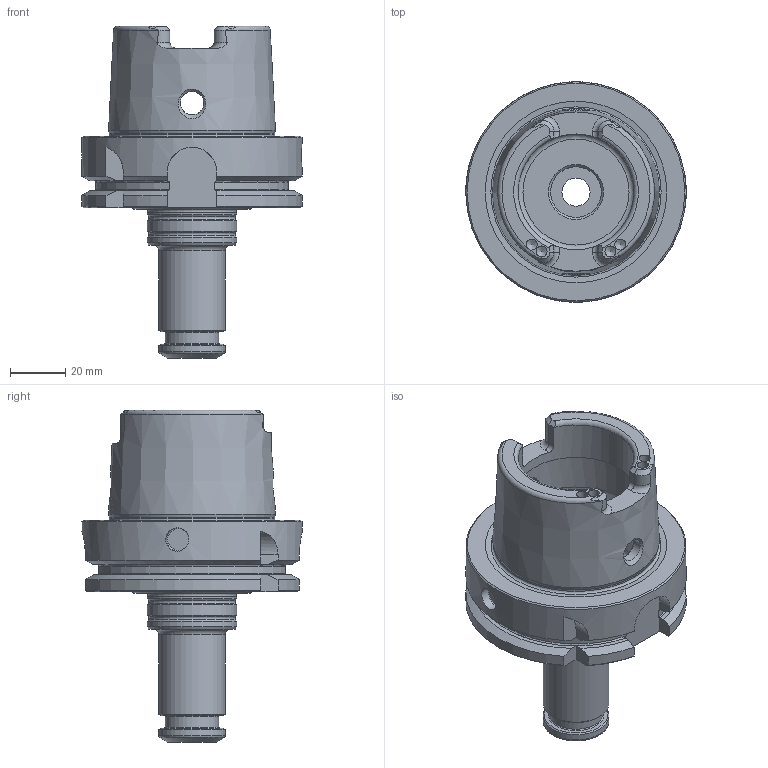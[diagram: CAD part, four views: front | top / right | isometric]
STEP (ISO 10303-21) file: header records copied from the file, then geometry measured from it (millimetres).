
FILE_DESCRIPTION(/* description */ (''),/* implementation_level */ '2;1');
FILE_NAME(/* name */ '458071540.stp',/* time_stamp */ '2021-01-08T12:25:22',/* author */ ('LRA'),/* organization */ ('REGO-FIX'),/* preprocessor_version */ ' Unknown',/* originating_system */ 'SIEMENS PLM Software Solid Edge ST10',/* authorization */ 'Unknown');
FILE_SCHEMA (('AUTOMOTIVE_DESIGN { 1 0 10303 214 2 1 1}'));
Length unit declared in the file: millimetre
Products named in the file (1): NOCUT
Bounding box: 80 x 80 x 120.5 mm (x, y, z)
Volume: 156852.8 mm3; surface area: 40855.1 mm2
Topology: 1 solids, 1 shells, 161 faces, 422 edges, 266 vertices
Faces by surface type: plane 51, cylinder 42, cone 41, torus 27
Full cylindrical faces by diameter (mm): 4 x4, 8.5 x3, 10 x1, 10.2 x1, 15 x1, 18.376 x1, 19.5 x1, 21 x1, 24 x2, 32.5 x3, 42 x2, 50 x1, 59.98 x1, 80 x1
Entity records: 5825 total; most frequent: CARTESIAN_POINT 1225, DIRECTION 704, ORIENTED_EDGE 654, EDGE_CURVE 327, AXIS2_PLACEMENT_3D 307, VERTEX_POINT 242, FACE_BOUND 239, EDGE_LOOP 235
